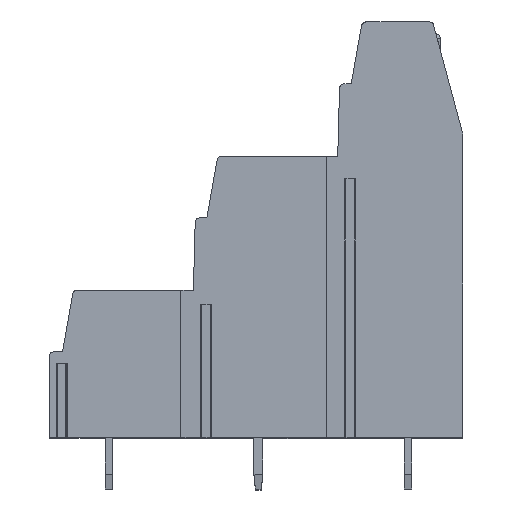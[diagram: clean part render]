
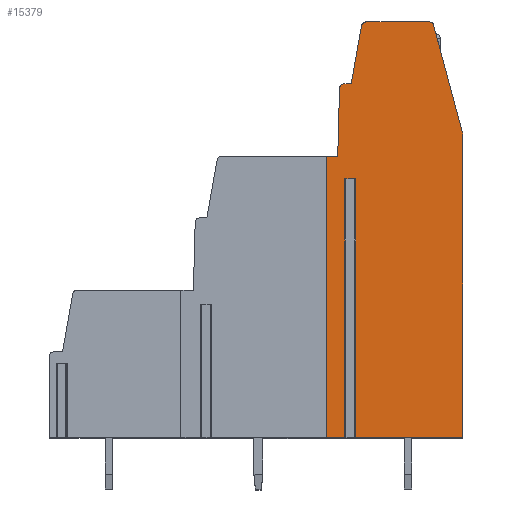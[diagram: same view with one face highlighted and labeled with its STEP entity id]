
A CAD part, top view. The second image highlights one B-rep face of the part: STEP entity #15379.
In plain terms, the highlighted planar face has unit normal (0, 0, 1).
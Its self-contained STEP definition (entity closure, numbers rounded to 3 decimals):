
#14=DIRECTION('',(-1.,0.,0.));
#15=VECTOR('',#14,0.743);
#16=CARTESIAN_POINT('',(1.908,2.65,38.1));
#17=LINE('',#16,#15);
#18=DIRECTION('',(0.,-1.,0.));
#19=VECTOR('',#18,17.55);
#20=CARTESIAN_POINT('',(1.165,2.65,38.1));
#21=LINE('',#20,#19);
#22=DIRECTION('',(1.,0.,0.));
#23=VECTOR('',#22,1.228);
#24=CARTESIAN_POINT('',(-0.063,-14.9,38.1));
#25=LINE('',#24,#23);
#26=DIRECTION('',(-1.,0.,0.));
#27=VECTOR('',#26,0.75);
#28=CARTESIAN_POINT('',(0.687,4.2,38.1));
#29=LINE('',#28,#27);
#30=DIRECTION('',(-0.026,-1.,0.));
#31=VECTOR('',#30,4.609);
#32=CARTESIAN_POINT('',(0.808,8.808,38.1));
#33=LINE('',#32,#31);
#34=CARTESIAN_POINT('',(1.108,8.8,38.1));
#35=DIRECTION('',(0.,0.,1.));
#36=DIRECTION('',(0.,1.,0.));
#37=AXIS2_PLACEMENT_3D('',#34,#35,#36);
#39=DIRECTION('',(-1.,0.,0.));
#40=VECTOR('',#39,0.497);
#41=CARTESIAN_POINT('',(1.605,9.1,38.1));
#42=LINE('',#41,#40);
#43=DIRECTION('',(-0.174,-0.985,0.));
#44=VECTOR('',#43,4.013);
#45=CARTESIAN_POINT('',(2.301,13.052,38.1));
#46=LINE('',#45,#44);
#47=CARTESIAN_POINT('',(2.597,13.,38.1));
#48=DIRECTION('',(0.,0.,1.));
#49=DIRECTION('',(0.,1.,0.));
#50=AXIS2_PLACEMENT_3D('',#47,#48,#49);
#52=DIRECTION('',(-1.,0.,0.));
#53=VECTOR('',#52,4.31);
#54=CARTESIAN_POINT('',(6.907,13.3,38.1));
#55=LINE('',#54,#53);
#56=CARTESIAN_POINT('',(6.907,13.,38.1));
#57=DIRECTION('',(0.,0.,1.));
#58=DIRECTION('',(0.966,0.259,0.));
#59=AXIS2_PLACEMENT_3D('',#56,#57,#58);
#61=CARTESIAN_POINT('',(8.187,5.518,38.1));
#62=DIRECTION('',(0.,0.,1.));
#63=DIRECTION('',(1.,0.,0.));
#64=AXIS2_PLACEMENT_3D('',#61,#62,#63);
#66=DIRECTION('',(0.,1.,0.));
#67=VECTOR('',#66,20.418);
#68=CARTESIAN_POINT('',(9.187,-14.9,38.1));
#69=LINE('',#68,#67);
#70=DIRECTION('',(1.,0.,0.));
#71=VECTOR('',#70,7.279);
#72=CARTESIAN_POINT('',(1.908,-14.9,38.1));
#73=LINE('',#72,#71);
#74=DIRECTION('',(0.,-1.,0.));
#75=VECTOR('',#74,17.55);
#76=CARTESIAN_POINT('',(1.908,2.65,38.1));
#77=LINE('',#76,#75);
#5054=DIRECTION('',(-0.259,0.966,0.));
#5055=VECTOR('',#5054,7.558);
#5056=CARTESIAN_POINT('',(9.153,5.777,38.1));
#5057=LINE('',#5056,#5055);
#8242=DIRECTION('',(0.,-1.,0.));
#8243=VECTOR('',#8242,19.1);
#8244=CARTESIAN_POINT('',(-0.063,4.2,38.1));
#8245=LINE('',#8244,#8243);
#12086=CARTESIAN_POINT('',(9.187,-14.9,38.1));
#12087=CARTESIAN_POINT('',(9.187,5.518,38.1));
#12088=VERTEX_POINT('',#12086);
#12089=VERTEX_POINT('',#12087);
#12090=CARTESIAN_POINT('',(9.153,5.777,38.1));
#12091=VERTEX_POINT('',#12090);
#12092=CARTESIAN_POINT('',(7.197,13.078,38.1));
#12093=CARTESIAN_POINT('',(6.907,13.3,38.1));
#12094=VERTEX_POINT('',#12092);
#12095=VERTEX_POINT('',#12093);
#12096=CARTESIAN_POINT('',(2.597,13.3,38.1));
#12097=VERTEX_POINT('',#12096);
#12098=CARTESIAN_POINT('',(2.301,13.052,38.1));
#12099=VERTEX_POINT('',#12098);
#12100=CARTESIAN_POINT('',(1.605,9.1,38.1));
#12101=VERTEX_POINT('',#12100);
#12102=CARTESIAN_POINT('',(1.108,9.1,38.1));
#12103=VERTEX_POINT('',#12102);
#12104=CARTESIAN_POINT('',(0.808,8.808,38.1));
#12105=VERTEX_POINT('',#12104);
#12106=CARTESIAN_POINT('',(0.687,4.2,38.1));
#12107=VERTEX_POINT('',#12106);
#12146=CARTESIAN_POINT('',(-0.063,-14.9,38.1));
#12148=VERTEX_POINT('',#12146);
#12154=CARTESIAN_POINT('',(-0.063,4.2,38.1));
#12155=VERTEX_POINT('',#12154);
#12202=CARTESIAN_POINT('',(1.908,2.65,38.1));
#12203=CARTESIAN_POINT('',(1.165,2.65,38.1));
#12204=VERTEX_POINT('',#12202);
#12205=VERTEX_POINT('',#12203);
#12206=CARTESIAN_POINT('',(1.908,-14.9,38.1));
#12207=VERTEX_POINT('',#12206);
#12208=CARTESIAN_POINT('',(1.165,-14.9,38.1));
#12209=VERTEX_POINT('',#12208);
#15338=CARTESIAN_POINT('',(0.,0.,38.1));
#15339=DIRECTION('',(0.,0.,1.));
#15340=DIRECTION('',(1.,0.,0.));
#15341=AXIS2_PLACEMENT_3D('',#15338,#15339,#15340);
#15342=PLANE('',#15341);
#15344=ORIENTED_EDGE('',*,*,#15343,.T.);
#15346=ORIENTED_EDGE('',*,*,#15345,.T.);
#15348=ORIENTED_EDGE('',*,*,#15347,.F.);
#15350=ORIENTED_EDGE('',*,*,#15349,.F.);
#15352=ORIENTED_EDGE('',*,*,#15351,.F.);
#15354=ORIENTED_EDGE('',*,*,#15353,.F.);
#15356=ORIENTED_EDGE('',*,*,#15355,.F.);
#15358=ORIENTED_EDGE('',*,*,#15357,.F.);
#15360=ORIENTED_EDGE('',*,*,#15359,.F.);
#15362=ORIENTED_EDGE('',*,*,#15361,.F.);
#15364=ORIENTED_EDGE('',*,*,#15363,.F.);
#15366=ORIENTED_EDGE('',*,*,#15365,.F.);
#15368=ORIENTED_EDGE('',*,*,#15367,.F.);
#15370=ORIENTED_EDGE('',*,*,#15369,.F.);
#15372=ORIENTED_EDGE('',*,*,#15371,.F.);
#15374=ORIENTED_EDGE('',*,*,#15373,.F.);
#15376=ORIENTED_EDGE('',*,*,#15375,.F.);
#15377=EDGE_LOOP('',(#15344,#15346,#15348,#15350,#15352,#15354,#15356,#15358,
#15360,#15362,#15364,#15366,#15368,#15370,#15372,#15374,#15376));
#15378=FACE_OUTER_BOUND('',#15377,.F.);
#38=CIRCLE('',#37,0.3);
#51=CIRCLE('',#50,0.3);
#60=CIRCLE('',#59,0.3);
#65=CIRCLE('',#64,1.);
#15343=EDGE_CURVE('',#12204,#12205,#17,.T.);
#15345=EDGE_CURVE('',#12205,#12209,#21,.T.);
#15347=EDGE_CURVE('',#12148,#12209,#25,.T.);
#15349=EDGE_CURVE('',#12155,#12148,#8245,.T.);
#15351=EDGE_CURVE('',#12107,#12155,#29,.T.);
#15353=EDGE_CURVE('',#12105,#12107,#33,.T.);
#15355=EDGE_CURVE('',#12103,#12105,#38,.T.);
#15357=EDGE_CURVE('',#12101,#12103,#42,.T.);
#15359=EDGE_CURVE('',#12099,#12101,#46,.T.);
#15361=EDGE_CURVE('',#12097,#12099,#51,.T.);
#15363=EDGE_CURVE('',#12095,#12097,#55,.T.);
#15365=EDGE_CURVE('',#12094,#12095,#60,.T.);
#15367=EDGE_CURVE('',#12091,#12094,#5057,.T.);
#15369=EDGE_CURVE('',#12089,#12091,#65,.T.);
#15371=EDGE_CURVE('',#12088,#12089,#69,.T.);
#15373=EDGE_CURVE('',#12207,#12088,#73,.T.);
#15375=EDGE_CURVE('',#12204,#12207,#77,.T.);
#15379=ADVANCED_FACE('',(#15378),#15342,.T.);
